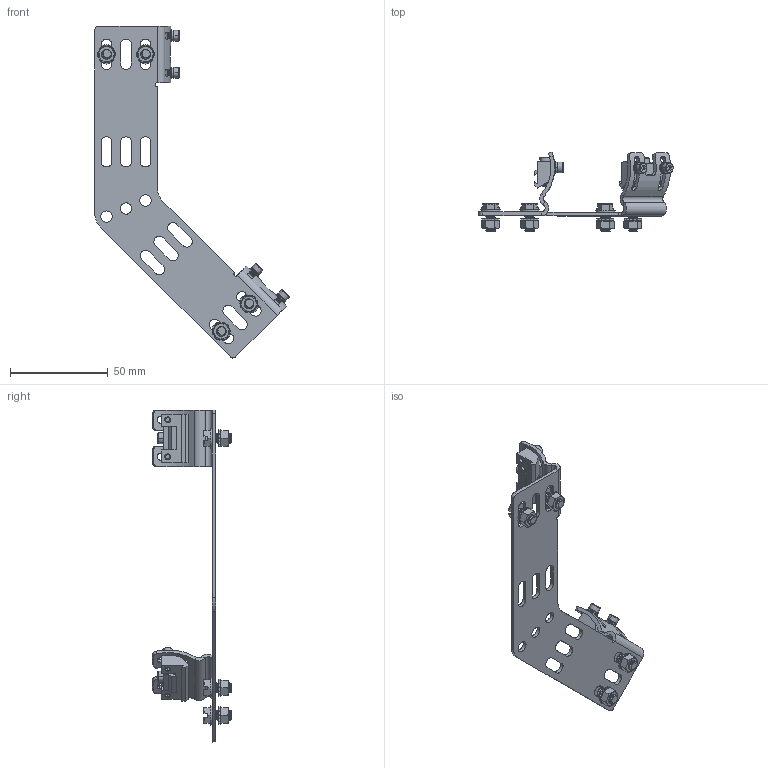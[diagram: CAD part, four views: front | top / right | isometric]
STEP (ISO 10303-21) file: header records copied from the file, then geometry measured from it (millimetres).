
FILE_DESCRIPTION((''),'2;1');
FILE_NAME('147232_ASM','2019-04-04T10:40:38',('pdmadmin'),('BANNER ENGINEERING'),'CREO PARAMETRIC BY PTC INC, 2018300','CREO PARAMETRIC BY PTC INC, 2018300','');
FILE_SCHEMA(('CONFIG_CONTROL_DESIGN'));
Length unit declared in the file: millimetre
Products named in the file (12): 142169; 58892; 119057; 159330; 168324; 168324_WASHER_LOCK; 168324_WASHER_FLAT; 168324_ASM; 159329; 123308; 82848_ASM; 147232_ASM
Assembly tree (23 placements, depth 4):
  147232_ASM
    82848_ASM
      142169
      58892  x4
      119057  x4
      159330  x2
      168324_ASM  x4
        168324
        168324_WASHER_LOCK
        168324_WASHER_FLAT
      159329  x2
      123308  x2
Bounding box: 99.64 x 40.6 x 170.22 mm (x, y, z)
Volume: 19075.5 mm3; surface area: 25341.9 mm2
Topology: 27 solids, 37 shells, 1568 faces, 4240 edges, 2738 vertices
Faces by surface type: cylinder 738, plane 652, bspline 100, cone 70, torus 8
Entity records: 35862 total; most frequent: CARTESIAN_POINT 21251, ORIENTED_EDGE 3158, DIRECTION 2730, EDGE_CURVE 1587, VERTEX_POINT 1027, AXIS2_PLACEMENT_3D 940, VECTOR 850, LINE 850
